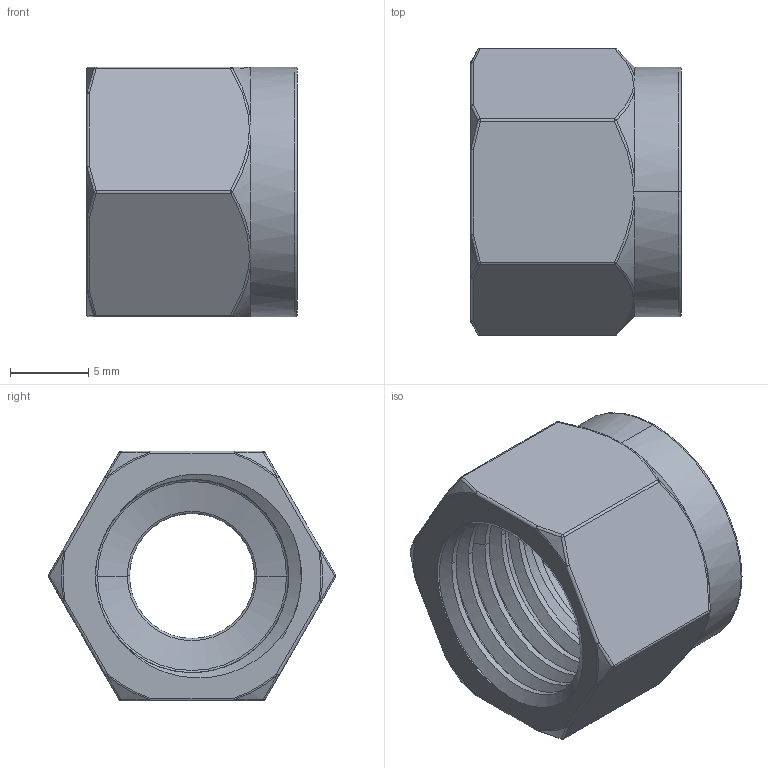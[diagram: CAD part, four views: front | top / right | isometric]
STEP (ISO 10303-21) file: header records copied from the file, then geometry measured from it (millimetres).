
FILE_DESCRIPTION((''),'2;1');
FILE_NAME('001_TUBE_NUT','2025-06-20T14:32:37',('Administrator'),(''),'CREO PARAMETRIC BY PTC INC, 2020414','CREO PARAMETRIC BY PTC INC, 2020414','');
FILE_SCHEMA(('AUTOMOTIVE_DESIGN { 1 0 10303 214 1 1 1 1 }'));
Length unit declared in the file: millimetre
Products named in the file (1): 001_TUBE_NUT
Bounding box: 13.5 x 18.42 x 16 mm (x, y, z)
Volume: 1420.1 mm3; surface area: 1699.4 mm2
Topology: 1 solids, 1 shells, 120 faces, 265 edges, 155 vertices
Faces by surface type: bspline 30, cylinder 28, sphere 24, cone 16, torus 14, plane 8
Entity records: 6586 total; most frequent: CARTESIAN_POINT 4002, ORIENTED_EDGE 518, DIRECTION 468, EDGE_CURVE 259, AXIS2_PLACEMENT_3D 208, VERTEX_POINT 141, EDGE_LOOP 122, FACE_OUTER_BOUND 120
